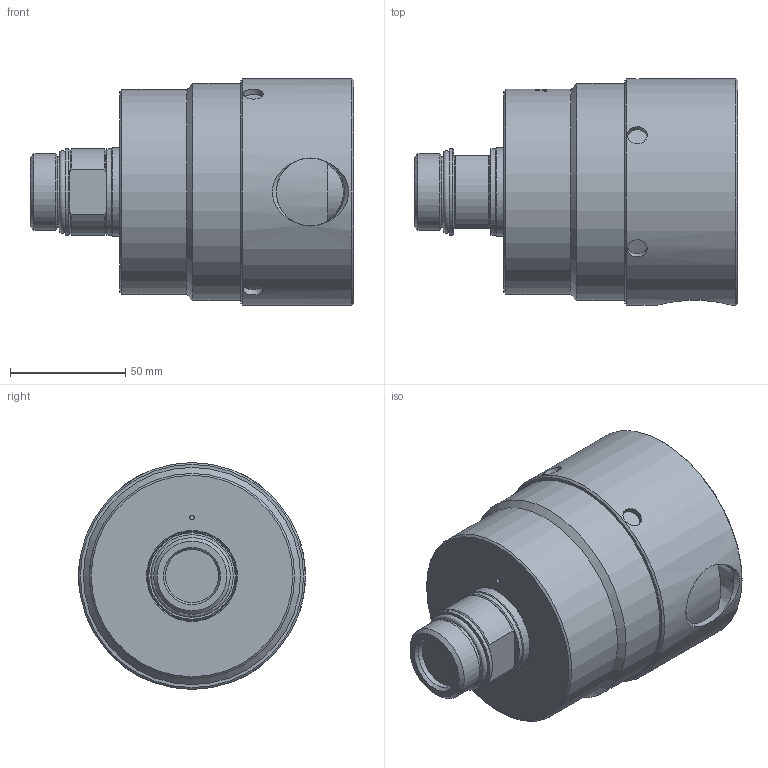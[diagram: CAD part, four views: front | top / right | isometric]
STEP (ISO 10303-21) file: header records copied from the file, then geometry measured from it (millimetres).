
FILE_DESCRIPTION(/* description */ (''),/* implementation_level */ '2;1');
FILE_NAME(/* name */ '73010-001-109-IC.stp',/* time_stamp */ '2020-05-20T11:34:21-05:00',/* author */ ('dyurkovich'),/* organization */ (''),/* preprocessor_version */ 'ST-DEVELOPER v18',/* originating_system */ 'Autodesk Inventor 2020',/* authorisation */ '');
FILE_SCHEMA (('AP203_CONFIGURATION_CONTROLLED_3D_DESIGN_OF_MECHANICAL_PARTS_AND_ASSEMBLIES_MIM_LF { 1 0 10303 203 3 1 4 }','AUTOMOTIVE_DESIGN { 1 0 10303 214 3 1 1 }'));
Products named in the file (1): 73010-001-109-IC
Bounding box: 140.2 x 98.4 x 98.4 mm (x, y, z)
Volume: 741850.1 mm3; surface area: 56401.8 mm2
Topology: 2 solids, 2 shells, 491 faces, 1327 edges, 898 vertices
Faces by surface type: bspline 182, plane 172, cylinder 98, cone 25, torus 14
Full cylindrical faces by diameter (mm): 2 x1, 4.826 x6, 5.5 x6, 7.925 x6, 8.6 x5, 9.5 x6, 23 x1, 30.4 x1, 33.294 x1, 37.5 x2, 38.2 x1, 38.7 x1, 41 x1, 89 x1, 94.2 x1, 98.4 x1
Entity records: 56608 total; most frequent: CARTESIAN_POINT 44887, ORIENTED_EDGE 2642, DIRECTION 1952, EDGE_CURVE 1321, VERTEX_POINT 898, AXIS2_PLACEMENT_3D 724, EDGE_LOOP 569, LINE 504
